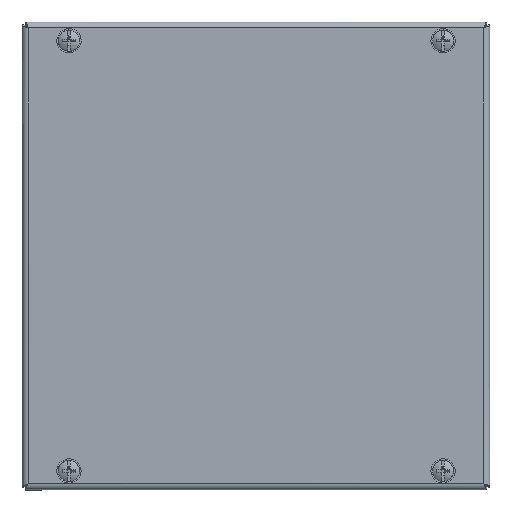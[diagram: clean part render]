
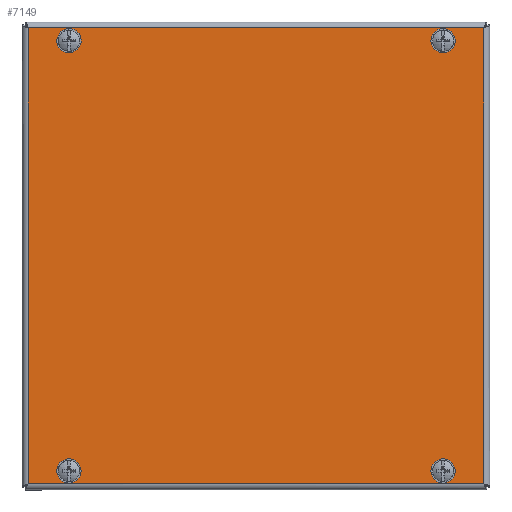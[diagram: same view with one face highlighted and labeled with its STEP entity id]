
A CAD part, top view. The second image highlights one B-rep face of the part: STEP entity #7149.
In plain terms, the highlighted face is planar.
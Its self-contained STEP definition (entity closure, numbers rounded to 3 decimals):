
#450=LINE('',#10638,#985);
#451=LINE('',#10640,#986);
#452=LINE('',#10642,#987);
#453=LINE('',#10643,#988);
#985=VECTOR('',#8585,1000.);
#986=VECTOR('',#8586,1000.);
#987=VECTOR('',#8587,1000.);
#988=VECTOR('',#8588,1000.);
#1559=PLANE('',#7695);
#1950=FACE_BOUND('',#2603,.T.);
#1951=FACE_BOUND('',#2604,.T.);
#1952=FACE_BOUND('',#2605,.T.);
#1953=FACE_BOUND('',#2606,.T.);
#2090=FACE_OUTER_BOUND('',#2602,.T.);
#2602=EDGE_LOOP('',(#5213,#5214,#5215,#5216));
#2603=EDGE_LOOP('',(#5217));
#2604=EDGE_LOOP('',(#5218));
#2605=EDGE_LOOP('',(#5219));
#2606=EDGE_LOOP('',(#5220));
#3190=CIRCLE('',#7684,4.);
#3192=CIRCLE('',#7687,4.);
#3194=CIRCLE('',#7690,4.);
#3196=CIRCLE('',#7693,4.);
#3489=VERTEX_POINT('',#10609);
#3491=VERTEX_POINT('',#10614);
#3493=VERTEX_POINT('',#10619);
#3495=VERTEX_POINT('',#10624);
#3500=VERTEX_POINT('',#10636);
#3501=VERTEX_POINT('',#10637);
#3502=VERTEX_POINT('',#10639);
#3503=VERTEX_POINT('',#10641);
#4123=EDGE_CURVE('',#3489,#3489,#3190,.T.);
#4125=EDGE_CURVE('',#3491,#3491,#3192,.T.);
#4127=EDGE_CURVE('',#3493,#3493,#3194,.T.);
#4129=EDGE_CURVE('',#3495,#3495,#3196,.T.);
#4134=EDGE_CURVE('',#3500,#3501,#450,.T.);
#4135=EDGE_CURVE('',#3501,#3502,#451,.T.);
#4136=EDGE_CURVE('',#3502,#3503,#452,.T.);
#4137=EDGE_CURVE('',#3503,#3500,#453,.T.);
#5213=ORIENTED_EDGE('',*,*,#4134,.T.);
#5214=ORIENTED_EDGE('',*,*,#4135,.T.);
#5215=ORIENTED_EDGE('',*,*,#4136,.T.);
#5216=ORIENTED_EDGE('',*,*,#4137,.T.);
#5217=ORIENTED_EDGE('',*,*,#4123,.F.);
#5218=ORIENTED_EDGE('',*,*,#4125,.F.);
#5219=ORIENTED_EDGE('',*,*,#4127,.F.);
#5220=ORIENTED_EDGE('',*,*,#4129,.F.);
#7149=ADVANCED_FACE('',(#2090,#1950,#1951,#1952,#1953),#1559,.F.);
#7684=AXIS2_PLACEMENT_3D('',#10610,#8557,#8558);
#7687=AXIS2_PLACEMENT_3D('',#10615,#8563,#8564);
#7690=AXIS2_PLACEMENT_3D('',#10620,#8569,#8570);
#7693=AXIS2_PLACEMENT_3D('',#10625,#8575,#8576);
#7695=AXIS2_PLACEMENT_3D('',#10635,#8583,#8584);
#8557=DIRECTION('center_axis',(0.,0.,-1.));
#8558=DIRECTION('ref_axis',(1.,0.,0.));
#8563=DIRECTION('center_axis',(0.,0.,-1.));
#8564=DIRECTION('ref_axis',(-1.,0.,0.));
#8569=DIRECTION('center_axis',(0.,0.,-1.));
#8570=DIRECTION('ref_axis',(1.,0.,0.));
#8575=DIRECTION('center_axis',(0.,0.,-1.));
#8576=DIRECTION('ref_axis',(-1.,0.,0.));
#8583=DIRECTION('center_axis',(0.,0.,1.));
#8584=DIRECTION('ref_axis',(1.,0.,0.));
#8585=DIRECTION('',(-1.,0.,0.));
#8586=DIRECTION('',(0.,1.,0.));
#8587=DIRECTION('',(1.,0.,0.));
#8588=DIRECTION('',(0.,-1.,0.));
#10609=CARTESIAN_POINT('',(76.,-92.,0.));
#10610=CARTESIAN_POINT('Origin',(80.,-92.,0.));
#10614=CARTESIAN_POINT('',(-84.,-92.,0.));
#10615=CARTESIAN_POINT('Origin',(-80.,-92.,0.));
#10619=CARTESIAN_POINT('',(-84.,92.,0.));
#10620=CARTESIAN_POINT('Origin',(-80.,92.,0.));
#10624=CARTESIAN_POINT('',(76.,92.,0.));
#10625=CARTESIAN_POINT('Origin',(80.,92.,0.));
#10635=CARTESIAN_POINT('Origin',(-100.,100.,0.));
#10636=CARTESIAN_POINT('',(97.5,-97.5,0.));
#10637=CARTESIAN_POINT('',(-97.5,-97.5,0.));
#10638=CARTESIAN_POINT('',(98.743,-97.5,0.));
#10639=CARTESIAN_POINT('',(-97.5,97.5,0.));
#10640=CARTESIAN_POINT('',(-97.5,-98.743,0.));
#10641=CARTESIAN_POINT('',(97.5,97.5,0.));
#10642=CARTESIAN_POINT('',(-98.743,97.5,0.));
#10643=CARTESIAN_POINT('',(97.5,98.743,0.));
